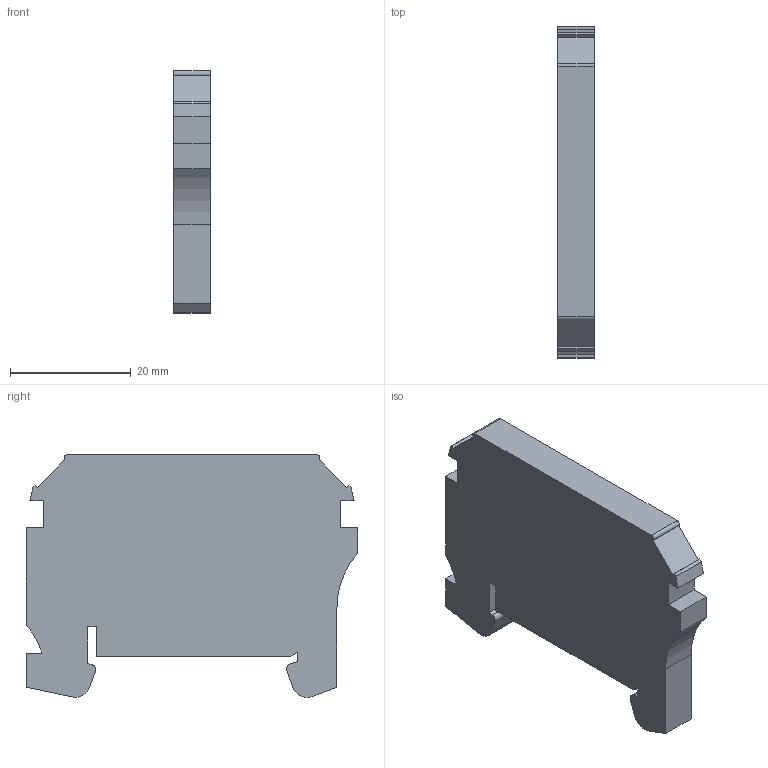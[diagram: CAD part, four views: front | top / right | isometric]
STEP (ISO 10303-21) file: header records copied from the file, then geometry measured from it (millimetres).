
FILE_DESCRIPTION (( 'STEP AP214' ), '1' );
FILE_NAME ('XW5Z_EP6.step', '2016-12-14T04:09:53', ( 'OSMC1.0 ' ), ( ' ' ), 'SwSTEP 2.0', 'SolidWorks 2002025', '' );
FILE_SCHEMA (( 'AUTOMOTIVE_DESIGN' ));
Length unit declared in the file: millimetre
Products named in the file (1): XW5Z_EP6
Bounding box: 6 x 55 x 40.2 mm (x, y, z)
Volume: 10857.1 mm3; surface area: 4923 mm2
Topology: 1 solids, 1 shells, 42 faces, 120 edges, 80 vertices
Faces by surface type: plane 34, cylinder 8
Entity records: 1383 total; most frequent: CARTESIAN_POINT 243, ORIENTED_EDGE 240, DIRECTION 222, EDGE_CURVE 120, LINE 104, VECTOR 104, VERTEX_POINT 80, AXIS2_PLACEMENT_3D 59
